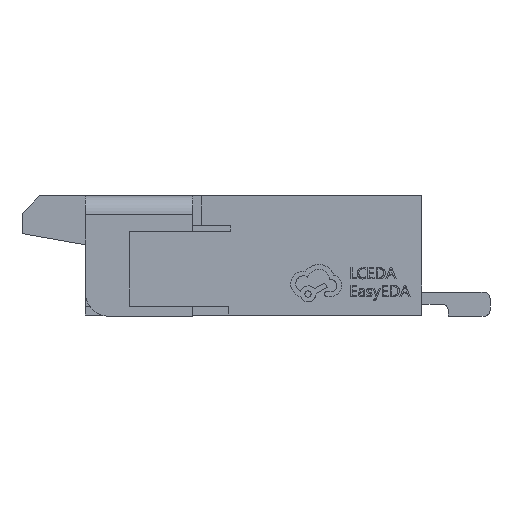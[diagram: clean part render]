
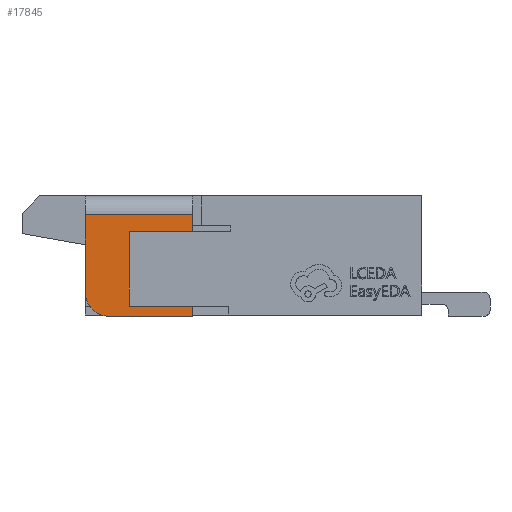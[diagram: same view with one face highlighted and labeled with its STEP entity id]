
A CAD part, left-side view. The second image highlights one B-rep face of the part: STEP entity #17845.
In plain terms, the highlighted planar face has unit normal (-1, 0, 0).
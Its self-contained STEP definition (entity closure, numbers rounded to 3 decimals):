
#373 = CARTESIAN_POINT ( 'NONE',  ( -2.195, 1.43, -0.01 ) ) ;
#594 = LINE ( 'NONE', #373, #9504 ) ;
#684 = ORIENTED_EDGE ( 'NONE', *, *, #25490, .T. ) ;
#1143 = DIRECTION ( 'NONE',  ( 0., 0., 1. ) ) ;
#2020 = VERTEX_POINT ( 'NONE', #24076 ) ;
#2237 = LINE ( 'NONE', #9847, #11876 ) ;
#2266 = EDGE_CURVE ( 'NONE', #2020, #19810, #20229, .T. ) ;
#2922 = VERTEX_POINT ( 'NONE', #18365 ) ;
#5473 = DIRECTION ( 'NONE',  ( 0., 0., 1. ) ) ;
#7151 = DIRECTION ( 'NONE',  ( 0., -1., 0. ) ) ;
#8029 = CIRCLE ( 'NONE', #16918, 0.2 ) ;
#8045 = CARTESIAN_POINT ( 'NONE',  ( -2.195, 1.43, -0.01 ) ) ;
#8071 = VERTEX_POINT ( 'NONE', #13977 ) ;
#9284 = CARTESIAN_POINT ( 'NONE',  ( -2.195, 1.43, 0.84 ) ) ;
#9504 = VECTOR ( 'NONE', #7151, 1000. ) ;
#9847 = CARTESIAN_POINT ( 'NONE',  ( -2.195, 1.43, -0.01 ) ) ;
#10686 = DIRECTION ( 'NONE',  ( 0., 0., 1. ) ) ;
#11176 = EDGE_CURVE ( 'NONE', #2922, #2020, #2237, .T. ) ;
#11712 = EDGE_CURVE ( 'NONE', #23568, #19810, #23788, .T. ) ;
#11876 = VECTOR ( 'NONE', #13804, 1000. ) ;
#12382 = DIRECTION ( 'NONE',  ( -1., 0., 0. ) ) ;
#12984 = PLANE ( 'NONE',  #16570 ) ;
#13804 = DIRECTION ( 'NONE',  ( 0., 0., 1. ) ) ;
#13977 = CARTESIAN_POINT ( 'NONE',  ( -2.195, 1.23, -0.01 ) ) ;
#14288 = VECTOR ( 'NONE', #10686, 1000. ) ;
#15193 = DIRECTION ( 'NONE',  ( 1., 0., 0. ) ) ;
#15685 = ORIENTED_EDGE ( 'NONE', *, *, #11712, .T. ) ;
#16086 = CARTESIAN_POINT ( 'NONE',  ( -2.195, 1.23, 0.19 ) ) ;
#16191 = EDGE_LOOP ( 'NONE', ( #22573, #15685, #28960, #19393, #684 ) ) ;
#16224 = DIRECTION ( 'NONE',  ( 0., -1., 0. ) ) ;
#16570 = AXIS2_PLACEMENT_3D ( 'NONE', #8045, #15193, #1143 ) ;
#16918 = AXIS2_PLACEMENT_3D ( 'NONE', #16086, #12382, #5473 ) ;
#17187 = CARTESIAN_POINT ( 'NONE',  ( -2.195, 0.53, 0.84 ) ) ;
#17845 = ADVANCED_FACE ( 'NONE', ( #19324 ), #12984, .F. ) ;
#18365 = CARTESIAN_POINT ( 'NONE',  ( -2.195, 1.43, 0.19 ) ) ;
#19052 = CARTESIAN_POINT ( 'NONE',  ( -2.195, 0.53, -0.01 ) ) ;
#19324 = FACE_OUTER_BOUND ( 'NONE', #16191, .T. ) ;
#19393 = ORIENTED_EDGE ( 'NONE', *, *, #11176, .F. ) ;
#19810 = VERTEX_POINT ( 'NONE', #17187 ) ;
#20229 = LINE ( 'NONE', #9284, #20279 ) ;
#20279 = VECTOR ( 'NONE', #16224, 1000. ) ;
#22573 = ORIENTED_EDGE ( 'NONE', *, *, #24703, .T. ) ;
#23568 = VERTEX_POINT ( 'NONE', #28430 ) ;
#23788 = LINE ( 'NONE', #19052, #14288 ) ;
#24076 = CARTESIAN_POINT ( 'NONE',  ( -2.195, 1.43, 0.84 ) ) ;
#24703 = EDGE_CURVE ( 'NONE', #8071, #23568, #594, .T. ) ;
#25490 = EDGE_CURVE ( 'NONE', #2922, #8071, #8029, .T. ) ;
#28430 = CARTESIAN_POINT ( 'NONE',  ( -2.195, 0.53, -0.01 ) ) ;
#28960 = ORIENTED_EDGE ( 'NONE', *, *, #2266, .F. ) ;
